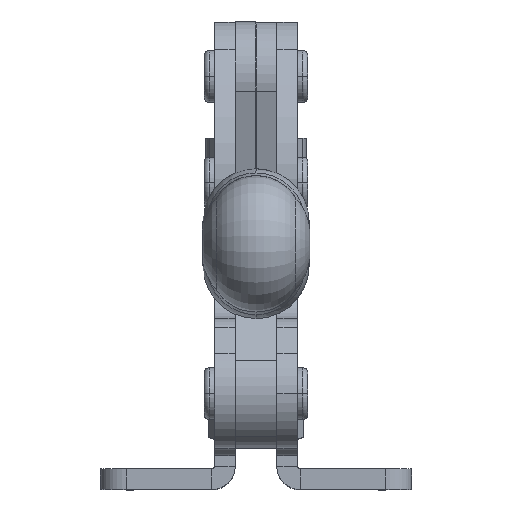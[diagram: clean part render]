
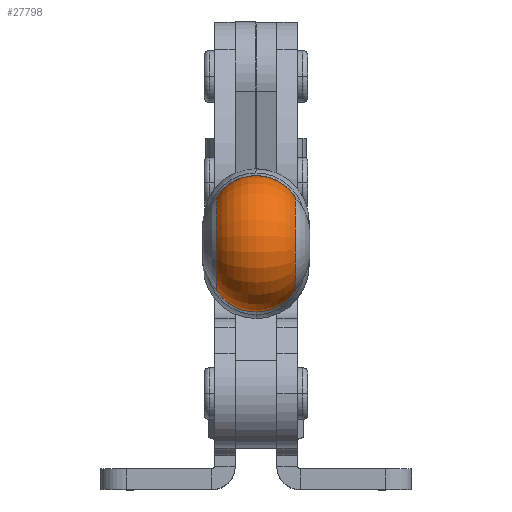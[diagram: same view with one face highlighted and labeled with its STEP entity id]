
A CAD part, top view. The second image highlights one B-rep face of the part: STEP entity #27798.
In plain terms, the highlighted toroidal (fillet/blend) face has major radius 4.25 mm and minor radius 8.9 mm.
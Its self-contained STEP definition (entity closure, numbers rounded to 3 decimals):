
#4254 = CARTESIAN_POINT ( 'NONE',  ( 56.8, 4.25, 0. ) ) ;
#4255 = DIRECTION ( 'NONE',  ( 1., 0., 0. ) ) ;
#4256 = DIRECTION ( 'NONE',  ( 0., 0., -1. ) ) ;
#4332 = CARTESIAN_POINT ( 'NONE',  ( 56.8, -4.25, 0. ) ) ;
#4333 = DIRECTION ( 'NONE',  ( -1., 0., 0. ) ) ;
#4334 = DIRECTION ( 'NONE',  ( 0., 0., -1. ) ) ;
#4665 = CARTESIAN_POINT ( 'NONE',  ( 56.8, 0., 7.526 ) ) ;
#4666 = DIRECTION ( 'NONE',  ( 0., 0., 1. ) ) ;
#4667 = DIRECTION ( 'NONE',  ( 0., -1., 0. ) ) ;
#4668 = CARTESIAN_POINT ( 'NONE',  ( 56.8, 0., -7.526 ) ) ;
#4669 = DIRECTION ( 'NONE',  ( 0., 0., 1. ) ) ;
#4670 = DIRECTION ( 'NONE',  ( 0., -1., 0. ) ) ;
#5506 = VERTEX_POINT ( 'NONE', #22223 ) ;
#5507 = VERTEX_POINT ( 'NONE', #22222 ) ;
#10038 = DIRECTION ( 'NONE',  ( 0., 0., 1. ) ) ;
#10039 = CARTESIAN_POINT ( 'NONE',  ( 56.8, 0., 0. ) ) ;
#10043 = DIRECTION ( 'NONE',  ( 0., -1., 0. ) ) ;
#13642 = AXIS2_PLACEMENT_3D ( 'NONE', #4254, #4255, #4256 ) ;
#13644 = AXIS2_PLACEMENT_3D ( 'NONE', #4332, #4333, #4334 ) ;
#13746 = AXIS2_PLACEMENT_3D ( 'NONE', #4665, #4666, #4667 ) ;
#13748 = AXIS2_PLACEMENT_3D ( 'NONE', #4668, #4669, #4670 ) ;
#14728 = EDGE_LOOP ( 'NONE', ( #19201, #19202, #19203, #19204 ) ) ;
#15076 = AXIS2_PLACEMENT_3D ( 'NONE', #10039, #10038, #10043 ) ;
#16292 = VERTEX_POINT ( 'NONE', #23489 ) ;
#16295 = VERTEX_POINT ( 'NONE', #23492 ) ;
#16849 = TOROIDAL_SURFACE ( 'NONE', #15076, 4.25, 8.9 ) ;
#16852 = FACE_OUTER_BOUND ( 'NONE', #14728, .T. ) ;
#19201 = ORIENTED_EDGE ( 'NONE', *, *, #24548, .F. ) ;
#19202 = ORIENTED_EDGE ( 'NONE', *, *, #24621, .T. ) ;
#19203 = ORIENTED_EDGE ( 'NONE', *, *, #24544, .T. ) ;
#19204 = ORIENTED_EDGE ( 'NONE', *, *, #24620, .F. ) ;
#22222 = CARTESIAN_POINT ( 'NONE',  ( 56.8, 9., -7.526 ) ) ;
#22223 = CARTESIAN_POINT ( 'NONE',  ( 56.8, 9., 7.526 ) ) ;
#23489 = CARTESIAN_POINT ( 'NONE',  ( 56.8, -9., -7.526 ) ) ;
#23492 = CARTESIAN_POINT ( 'NONE',  ( 56.8, -9., 7.526 ) ) ;
#24544 = EDGE_CURVE ( 'NONE', #5507, #5506, #31373, .T. ) ;
#24548 = EDGE_CURVE ( 'NONE', #16292, #16295, #31376, .T. ) ;
#24620 = EDGE_CURVE ( 'NONE', #16295, #5506, #31452, .T. ) ;
#24621 = EDGE_CURVE ( 'NONE', #16292, #5507, #31459, .T. ) ;
#27798 = ADVANCED_FACE ( 'NONE', ( #16852 ), #16849, .T. ) ;
#31373 = CIRCLE ( 'NONE', #13642, 8.9 ) ;
#31376 = CIRCLE ( 'NONE', #13644, 8.9 ) ;
#31452 = CIRCLE ( 'NONE', #13746, 9. ) ;
#31459 = CIRCLE ( 'NONE', #13748, 9. ) ;
